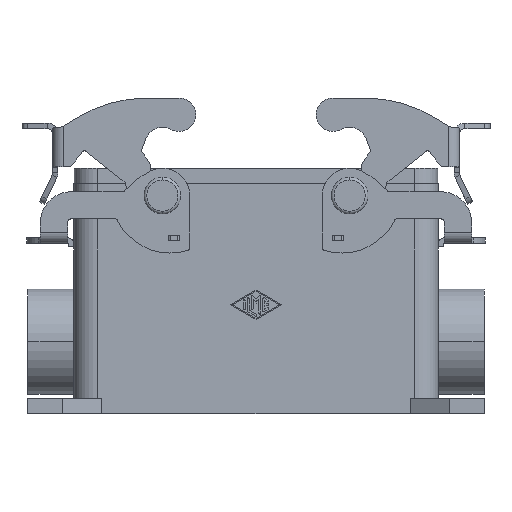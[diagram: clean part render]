
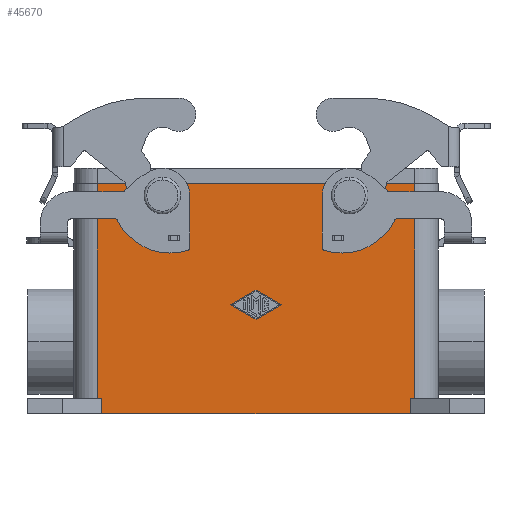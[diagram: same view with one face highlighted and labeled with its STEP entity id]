
A CAD part, front view. The second image highlights one B-rep face of the part: STEP entity #45670.
In plain terms, the highlighted planar face has unit normal (0, -1, 0).
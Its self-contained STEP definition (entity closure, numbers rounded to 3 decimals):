
#13010=CARTESIAN_POINT('',(0.,-22.25,
-1.5));
#13020=VERTEX_POINT('',#13010);
#13070=CARTESIAN_POINT('',(0.,-22.25,0.));
#13080=DIRECTION('',(0.,1.,0.));
#13090=DIRECTION('',(0.,0.,1.));
#13100=AXIS2_PLACEMENT_3D('',#13070,#13080,#13090);
#13110=CIRCLE('',#13100,1.5);
#13120=CARTESIAN_POINT('',(0.,-22.25,1.5)
);
#13130=VERTEX_POINT('',#13120);
#13140=EDGE_CURVE('',#13020,#13130,#13110,.T.);
#18940=CARTESIAN_POINT('',(-48.,-22.25,-1.5));
#18950=VERTEX_POINT('',#18940);
#19000=CARTESIAN_POINT('',(-48.,-22.25,0.));
#19010=DIRECTION('',(0.,1.,0.));
#19020=DIRECTION('',(0.,0.,1.));
#19030=AXIS2_PLACEMENT_3D('',#19000,#19010,#19020);
#19040=CIRCLE('',#19030,1.5);
#19050=CARTESIAN_POINT('',(-48.,-22.25,1.5));
#19060=VERTEX_POINT('',#19050);
#19070=EDGE_CURVE('',#18950,#19060,#19040,.T.);
#35270=CARTESIAN_POINT('',(-24.,-22.25,-31.749));
#35280=VERTEX_POINT('',#35270);
#35330=CARTESIAN_POINT('',(-24.,-22.25,-31.749));
#35340=DIRECTION('',(-0.866,0.,0.5));
#35350=VECTOR('',#35340,7.504);
#35360=LINE('',#35330,#35350);
#35370=CARTESIAN_POINT('',(-30.5,-22.25,-28.));
#35380=VERTEX_POINT('',#35370);
#35390=EDGE_CURVE('',#35280,#35380,#35360,.T.);
#35740=CARTESIAN_POINT('',(-17.5,-22.25,-28.));
#35750=VERTEX_POINT('',#35740);
#35800=CARTESIAN_POINT('',(-17.5,-22.25,-28.));
#35810=DIRECTION('',(-0.866,0.,-0.5));
#35820=VECTOR('',#35810,7.504);
#35830=LINE('',#35800,#35820);
#35840=EDGE_CURVE('',#35750,#35280,#35830,.T.);
#36120=CARTESIAN_POINT('',(-24.,-22.25,-24.251));
#36130=VERTEX_POINT('',#36120);
#36180=CARTESIAN_POINT('',(-24.,-22.25,-24.251));
#36190=DIRECTION('',(0.866,0.,-0.5));
#36200=VECTOR('',#36190,7.504);
#36210=LINE('',#36180,#36200);
#36220=EDGE_CURVE('',#36130,#35750,#36210,.T.);
#36470=CARTESIAN_POINT('',(-30.5,-22.25,-28.));
#36480=DIRECTION('',(0.866,0.,0.5));
#36490=VECTOR('',#36480,7.504);
#36500=LINE('',#36470,#36490);
#36510=EDGE_CURVE('',#35380,#36130,#36500,.T.);
#44800=CARTESIAN_POINT('',(15.5,-22.25,-56.));
#44810=DIRECTION('',(0.,-1.,0.));
#44820=DIRECTION('',(0.,0.,-1.));
#44830=AXIS2_PLACEMENT_3D('',#44800,#44810,#44820);
#44840=PLANE('',#44830);
#44850=CARTESIAN_POINT('',(-63.5,-22.25,-52.));
#44860=DIRECTION('',(-1.,0.,0.));
#44870=VECTOR('',#44860,1.25);
#44880=LINE('',#44850,#44870);
#44890=CARTESIAN_POINT('',(-63.5,-22.25,-52.));
#44900=VERTEX_POINT('',#44890);
#44910=CARTESIAN_POINT('',(-64.75,-22.25,-52.));
#44920=VERTEX_POINT('',#44910);
#44930=EDGE_CURVE('',#44900,#44920,#44880,.T.);
#44940=ORIENTED_EDGE('',*,*,#44930,.F.);
#44950=CARTESIAN_POINT('',(-64.75,-22.25,-52.));
#44960=DIRECTION('',(0.,0.,1.));
#44970=VECTOR('',#44960,55.);
#44980=LINE('',#44950,#44970);
#44990=CARTESIAN_POINT('',(-64.75,-22.25,3.));
#45000=VERTEX_POINT('',#44990);
#45010=EDGE_CURVE('',#44920,#45000,#44980,.T.);
#45020=ORIENTED_EDGE('',*,*,#45010,.F.);
#45030=CARTESIAN_POINT('',(16.75,-22.25,3.));
#45040=DIRECTION('',(-1.,0.,0.));
#45050=VECTOR('',#45040,81.5);
#45060=LINE('',#45030,#45050);
#45070=CARTESIAN_POINT('',(16.75,-22.25,3.));
#45080=VERTEX_POINT('',#45070);
#45090=EDGE_CURVE('',#45080,#45000,#45060,.T.);
#45100=ORIENTED_EDGE('',*,*,#45090,.T.);
#45110=CARTESIAN_POINT('',(16.75,-22.25,-52.));
#45120=DIRECTION('',(0.,0.,1.));
#45130=VECTOR('',#45120,55.);
#45140=LINE('',#45110,#45130);
#45150=CARTESIAN_POINT('',(16.75,-22.25,-52.));
#45160=VERTEX_POINT('',#45150);
#45170=EDGE_CURVE('',#45160,#45080,#45140,.T.);
#45180=ORIENTED_EDGE('',*,*,#45170,.T.);
#45190=CARTESIAN_POINT('',(16.75,-22.25,-52.));
#45200=DIRECTION('',(-1.,0.,0.));
#45210=VECTOR('',#45200,1.25);
#45220=LINE('',#45190,#45210);
#45230=CARTESIAN_POINT('',(15.5,-22.25,-52.));
#45240=VERTEX_POINT('',#45230);
#45250=EDGE_CURVE('',#45160,#45240,#45220,.T.);
#45260=ORIENTED_EDGE('',*,*,#45250,.F.);
#45270=CARTESIAN_POINT('',(15.5,-22.25,-56.));
#45280=DIRECTION('',(0.,0.,1.));
#45290=VECTOR('',#45280,4.);
#45300=LINE('',#45270,#45290);
#45310=CARTESIAN_POINT('',(15.5,-22.25,-56.));
#45320=VERTEX_POINT('',#45310);
#45330=EDGE_CURVE('',#45320,#45240,#45300,.T.);
#45340=ORIENTED_EDGE('',*,*,#45330,.T.);
#45350=CARTESIAN_POINT('',(15.5,-22.25,-56.));
#45360=DIRECTION('',(-1.,0.,0.));
#45370=VECTOR('',#45360,79.);
#45380=LINE('',#45350,#45370);
#45390=CARTESIAN_POINT('',(-63.5,-22.25,-56.));
#45400=VERTEX_POINT('',#45390);
#45410=EDGE_CURVE('',#45320,#45400,#45380,.T.);
#45420=ORIENTED_EDGE('',*,*,#45410,.F.);
#45430=CARTESIAN_POINT('',(-63.5,-22.25,-56.));
#45440=DIRECTION('',(0.,0.,1.));
#45450=VECTOR('',#45440,4.);
#45460=LINE('',#45430,#45450);
#45470=EDGE_CURVE('',#45400,#44900,#45460,.T.);
#45480=ORIENTED_EDGE('',*,*,#45470,.F.);
#45490=EDGE_LOOP('',(#45480,#45420,#45340,#45260,#45180,#45100,#45020,
#44940));
#45500=FACE_OUTER_BOUND('',#45490,.T.);
#45510=EDGE_CURVE('',#13130,#13020,#13110,.T.);
#45520=ORIENTED_EDGE('',*,*,#45510,.T.);
#45530=ORIENTED_EDGE('',*,*,#13140,.T.);
#45540=EDGE_LOOP('',(#45530,#45520));
#45550=FACE_BOUND('',#45540,.T.);
#45560=EDGE_CURVE('',#19060,#18950,#19040,.T.);
#45570=ORIENTED_EDGE('',*,*,#45560,.T.);
#45580=ORIENTED_EDGE('',*,*,#19070,.T.);
#45590=EDGE_LOOP('',(#45580,#45570));
#45600=FACE_BOUND('',#45590,.T.);
#45610=ORIENTED_EDGE('',*,*,#35840,.T.);
#45620=ORIENTED_EDGE('',*,*,#36220,.T.);
#45630=ORIENTED_EDGE('',*,*,#36510,.T.);
#45640=ORIENTED_EDGE('',*,*,#35390,.T.);
#45650=EDGE_LOOP('',(#45640,#45630,#45620,#45610));
#45660=FACE_BOUND('',#45650,.T.);
#45670=ADVANCED_FACE('',(#45500,#45550,#45600,#45660),#44840,.T.);
